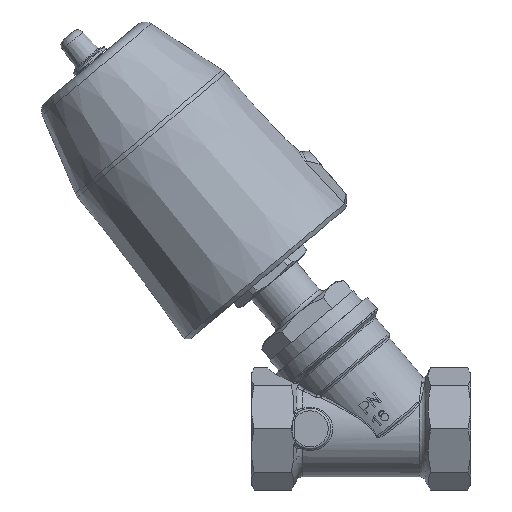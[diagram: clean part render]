
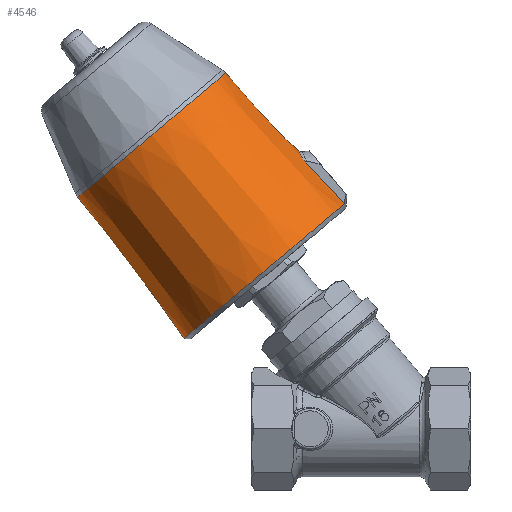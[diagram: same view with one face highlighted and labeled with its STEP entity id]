
A CAD part, left-side view. The second image highlights one B-rep face of the part: STEP entity #4546.
In plain terms, the highlighted conical face has half-angle 3.004 degrees and reference radius 47 mm.
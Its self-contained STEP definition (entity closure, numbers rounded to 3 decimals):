
#364=CONICAL_SURFACE('',#4885,47.,3.004);
#408=(
BOUNDED_CURVE()
B_SPLINE_CURVE(2,(#6502,#6503,#6504),.UNSPECIFIED.,.F.,.F.)
B_SPLINE_CURVE_WITH_KNOTS((3,3),(0.186,2.751),
 .UNSPECIFIED.)
CURVE()
GEOMETRIC_REPRESENTATION_ITEM()
RATIONAL_B_SPLINE_CURVE((1.,1.,1.))
REPRESENTATION_ITEM('')
);
#409=(
BOUNDED_CURVE()
B_SPLINE_CURVE(2,(#6506,#6507,#6508),.UNSPECIFIED.,.F.,.F.)
B_SPLINE_CURVE_WITH_KNOTS((3,3),(1.071,1.2),
 .UNSPECIFIED.)
CURVE()
GEOMETRIC_REPRESENTATION_ITEM()
RATIONAL_B_SPLINE_CURVE((1.,1.,1.))
REPRESENTATION_ITEM('')
);
#414=(
BOUNDED_CURVE()
B_SPLINE_CURVE(2,(#6589,#6590,#6591),.UNSPECIFIED.,.F.,.F.)
B_SPLINE_CURVE_WITH_KNOTS((3,3),(0.186,2.751),
 .UNSPECIFIED.)
CURVE()
GEOMETRIC_REPRESENTATION_ITEM()
RATIONAL_B_SPLINE_CURVE((1.,1.,1.))
REPRESENTATION_ITEM('')
);
#415=(
BOUNDED_CURVE()
B_SPLINE_CURVE(2,(#6592,#6593,#6594),.UNSPECIFIED.,.F.,.F.)
B_SPLINE_CURVE_WITH_KNOTS((3,3),(1.124,1.253),
 .UNSPECIFIED.)
CURVE()
GEOMETRIC_REPRESENTATION_ITEM()
RATIONAL_B_SPLINE_CURVE((1.,1.,1.))
REPRESENTATION_ITEM('')
);
#609=FACE_BOUND('',#1197,.T.);
#667=CIRCLE('',#4884,46.9);
#668=CIRCLE('',#4886,42.802);
#880=FACE_OUTER_BOUND('',#1196,.T.);
#1196=EDGE_LOOP('',(#3117,#3118,#3119,#3120,#3121,#3122));
#1197=EDGE_LOOP('',(#3123));
#1485=B_SPLINE_CURVE_WITH_KNOTS('',3,(#6570,#6571,#6572,#6573,#6574,#6575,
#6576),.UNSPECIFIED.,.F.,.F.,(4,1,1,1,4),(-9.661,-9.065,
-8.323,-7.581,-7.356),.UNSPECIFIED.);
#1813=VERTEX_POINT('',#6497);
#1814=VERTEX_POINT('',#6501);
#1815=VERTEX_POINT('',#6505);
#1818=VERTEX_POINT('',#6553);
#1820=VERTEX_POINT('',#6582);
#1821=VERTEX_POINT('',#6588);
#1822=VERTEX_POINT('',#6595);
#2295=EDGE_CURVE('',#1813,#1814,#408,.T.);
#2296=EDGE_CURVE('',#1815,#1814,#409,.T.);
#2303=EDGE_CURVE('',#1815,#1818,#1485,.T.);
#2306=EDGE_CURVE('',#1813,#1820,#667,.T.);
#2307=EDGE_CURVE('',#1820,#1821,#414,.T.);
#2308=EDGE_CURVE('',#1821,#1818,#415,.T.);
#2309=EDGE_CURVE('',#1822,#1822,#668,.T.);
#3117=ORIENTED_EDGE('',*,*,#2296,.T.);
#3118=ORIENTED_EDGE('',*,*,#2295,.F.);
#3119=ORIENTED_EDGE('',*,*,#2306,.T.);
#3120=ORIENTED_EDGE('',*,*,#2307,.T.);
#3121=ORIENTED_EDGE('',*,*,#2308,.T.);
#3122=ORIENTED_EDGE('',*,*,#2303,.F.);
#3123=ORIENTED_EDGE('',*,*,#2309,.F.);
#4546=ADVANCED_FACE('',(#880,#609),#364,.T.);
#4884=AXIS2_PLACEMENT_3D('',#6586,#5368,#5369);
#4885=AXIS2_PLACEMENT_3D('',#6587,#5370,#5371);
#4886=AXIS2_PLACEMENT_3D('',#6596,#5372,#5373);
#5368=DIRECTION('center_axis',(0.,0.643,0.766));
#5369=DIRECTION('ref_axis',(0.,0.766,-0.643));
#5370=DIRECTION('center_axis',(0.,-0.643,-0.766));
#5371=DIRECTION('ref_axis',(0.,0.766,-0.643));
#5372=DIRECTION('center_axis',(0.,0.643,0.766));
#5373=DIRECTION('ref_axis',(0.,0.766,-0.643));
#6497=CARTESIAN_POINT('',(10.,55.778,99.624));
#6501=CARTESIAN_POINT('',(10.,73.369,118.437));
#6502=CARTESIAN_POINT('Ctrl Pts',(10.,55.778,99.624));
#6503=CARTESIAN_POINT('Ctrl Pts',(10.,64.708,109.175));
#6504=CARTESIAN_POINT('Ctrl Pts',(10.,73.369,118.437));
#6505=CARTESIAN_POINT('',(9.999,74.251,119.381));
#6506=CARTESIAN_POINT('Ctrl Pts',(10.,74.251,119.38));
#6507=CARTESIAN_POINT('Ctrl Pts',(10.,73.81,118.909));
#6508=CARTESIAN_POINT('Ctrl Pts',(10.,73.369,118.437));
#6553=CARTESIAN_POINT('',(-10.001,74.25,119.38));
#6570=CARTESIAN_POINT('Ctrl Pts',(9.998,74.252,119.382));
#6571=CARTESIAN_POINT('Ctrl Pts',(8.648,74.977,120.601));
#6572=CARTESIAN_POINT('Ctrl Pts',(4.964,76.12,122.826));
#6573=CARTESIAN_POINT('Ctrl Pts',(-1.867,76.478,123.637));
#6574=CARTESIAN_POINT('Ctrl Pts',(-7.129,75.564,121.679));
#6575=CARTESIAN_POINT('Ctrl Pts',(-9.493,74.522,119.839));
#6576=CARTESIAN_POINT('Ctrl Pts',(-10.002,74.249,119.379));
#6582=CARTESIAN_POINT('',(-10.,55.778,99.624));
#6586=CARTESIAN_POINT('Origin',(0.,90.88,
70.17));
#6587=CARTESIAN_POINT('Origin',(0.,89.658,
68.714));
#6588=CARTESIAN_POINT('',(-10.,73.369,118.437));
#6589=CARTESIAN_POINT('Ctrl Pts',(-10.,55.778,99.624));
#6590=CARTESIAN_POINT('Ctrl Pts',(-10.,64.708,109.175));
#6591=CARTESIAN_POINT('Ctrl Pts',(-10.,73.369,118.437));
#6592=CARTESIAN_POINT('Ctrl Pts',(-10.,73.369,118.437));
#6593=CARTESIAN_POINT('Ctrl Pts',(-10.,73.81,118.909));
#6594=CARTESIAN_POINT('Ctrl Pts',(-10.,74.251,119.38));
#6595=CARTESIAN_POINT('',(0.,108.305,157.524));
#6596=CARTESIAN_POINT('Origin',(0.,141.092,
130.011));
